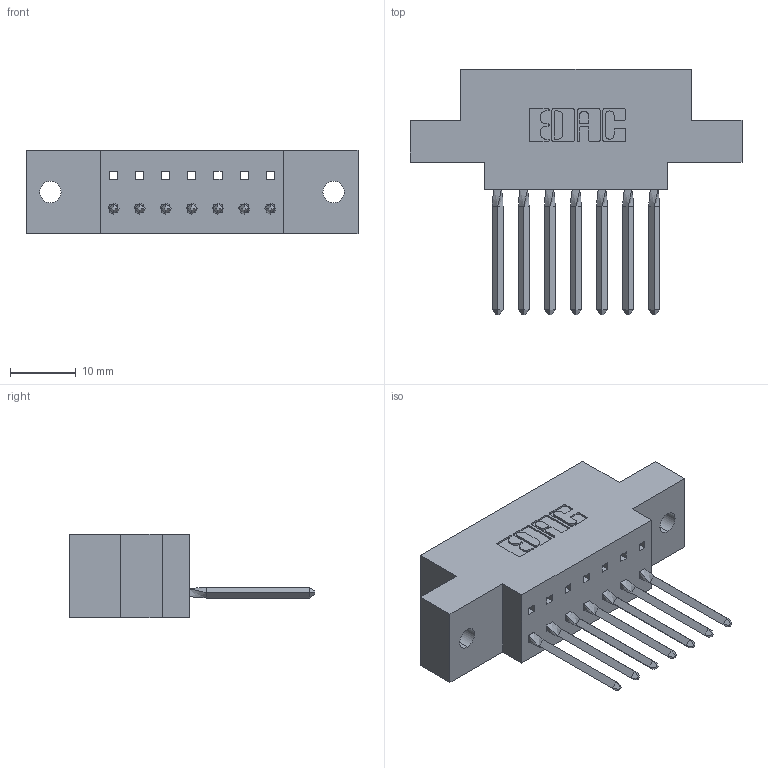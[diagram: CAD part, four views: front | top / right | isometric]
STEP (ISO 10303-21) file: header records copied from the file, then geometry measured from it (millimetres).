
FILE_DESCRIPTION (( 'STEP AP203' ), '1' );
FILE_NAME ('317-007-542-602.STEP', '2020-02-27T12:50:08', ( '' ), ( '' ), 'SwSTEP 2.0', 'SolidWorks 2016', '' );
FILE_SCHEMA (( 'CONFIG_CONTROL_DESIGN' ));
Length unit declared in the file: inch
Products named in the file (3): 317 Part_.144 Dia; 317-007-542-602; 317-290-003_542
Assembly tree (8 placements, depth 2):
  317-007-542-602
    317 Part_.144 Dia
    317-290-003_542  x7
Bounding box: 50.44 x 37.34 x 12.7 mm (x, y, z)
Volume: 6825 mm3; surface area: 7270.6 mm2
Topology: 8 solids, 8 shells, 627 faces, 1794 edges, 1162 vertices
Faces by surface type: plane 506, cylinder 93, bspline 28
Entity records: 13797 total; most frequent: CARTESIAN_POINT 2682, ORIENTED_EDGE 2352, DIRECTION 2026, EDGE_CURVE 1176, LINE 1006, VECTOR 1006, VERTEX_POINT 778, AXIS2_PLACEMENT_3D 510
